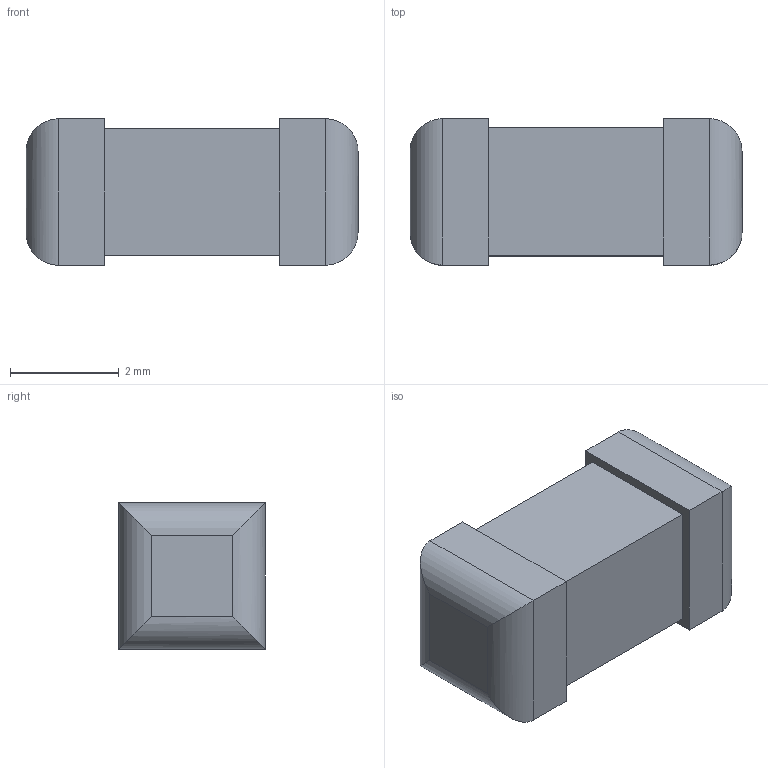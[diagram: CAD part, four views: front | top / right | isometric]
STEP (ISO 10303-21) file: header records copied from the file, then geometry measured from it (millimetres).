
FILE_DESCRIPTION (( 'STEP AP214' ), '1' );
FILE_NAME ('User Library-fuse smd.STEP', '2020-04-19T23:08:23', ( '' ), ( '' ), 'SwSTEP 2.0', 'SolidWorks 2019', '' );
FILE_SCHEMA (( 'AUTOMOTIVE_DESIGN' ));
Length unit declared in the file: millimetre
Products named in the file (1): User Library-fuse smd
Bounding box: 6.1 x 2.69 x 2.69 mm (x, y, z)
Volume: 37.2 mm3; surface area: 73.2 mm2
Topology: 1 solids, 1 shells, 24 faces, 52 edges, 32 vertices
Faces by surface type: plane 16, cylinder 8
Entity records: 930 total; most frequent: CARTESIAN_POINT 133, ORIENTED_EDGE 104, DIRECTION 94, EDGE_CURVE 52, LINE 44, VECTOR 44, VERTEX_POINT 32, UNCERTAINTY_MEASURE_WITH_UNIT 27
